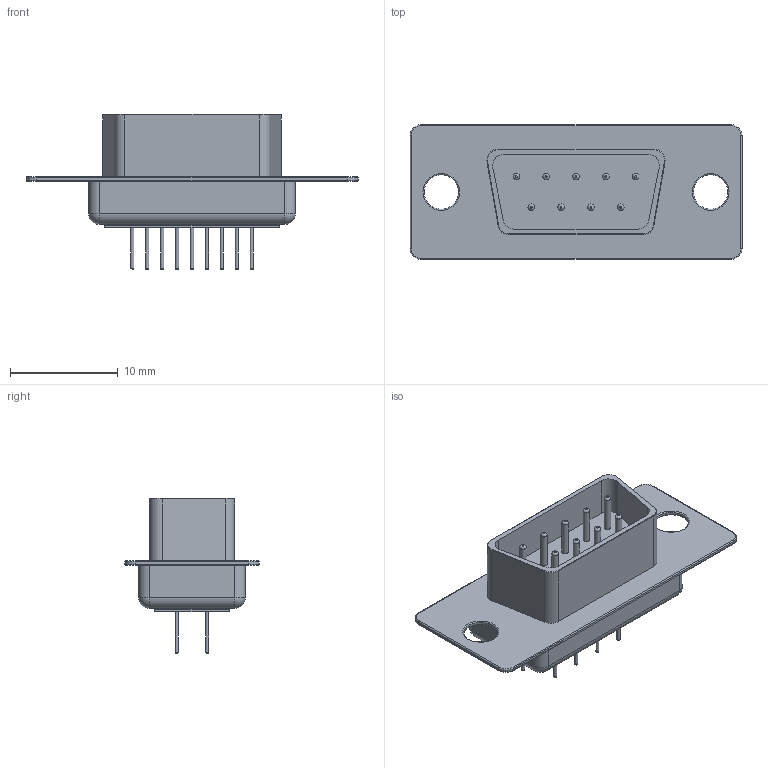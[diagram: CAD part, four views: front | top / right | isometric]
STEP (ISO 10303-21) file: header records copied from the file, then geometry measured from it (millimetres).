
FILE_DESCRIPTION(/* description */ ('model of DSUB-9_Male_Vertical_P2.77x2.84mm_MountingHoles'),/* implementation_level */ '2;1');
FILE_NAME(/* name */ 'DSUB-9_Male_Vertical_P2.77x2.84mm_MountingHoles.step',/* time_stamp */ '2019-01-05T14:20:19',/* author */ ('kicad StepUp','ksu'),/* organization */ ('FreeCAD'),/* preprocessor_version */ 'OCC',/* originating_system */ 'kicad StepUp',/* authorisation */ '');
FILE_SCHEMA(('AUTOMOTIVE_DESIGN { 1 0 10303 214 1 1 1 1 }'));
Length unit declared in the file: millimetre
Products named in the file (1): DSUB_9_male
Bounding box: 30.8 x 12.5 x 14.4 mm (x, y, z)
Volume: 1256.1 mm3; surface area: 1881.7 mm2
Topology: 2 solids, 3 shells, 154 faces, 327 edges, 196 vertices
Faces by surface type: cylinder 61, plane 51, revolution 22, torus 12, cone 4, sphere 4
Full cylindrical faces by diameter (mm): 0.3 x9, 0.6 x18, 3.2 x2
Entity records: 5536 total; most frequent: CARTESIAN_POINT 962, DIRECTION 789, ORIENTED_EDGE 646, EDGE_CURVE 323, AXIS2_PLACEMENT_3D 315, FACE_BOUND 197, EDGE_LOOP 197, VERTEX_POINT 196
